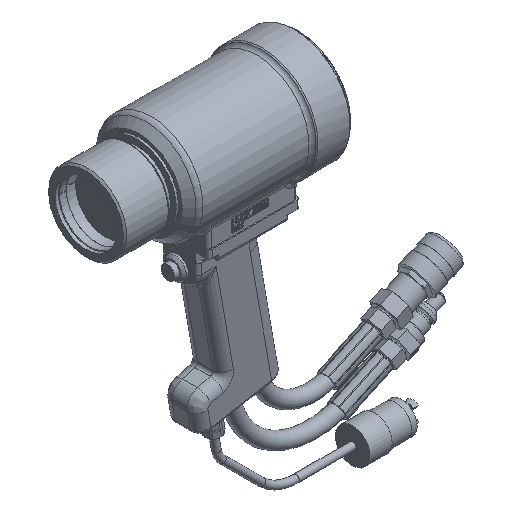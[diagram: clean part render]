
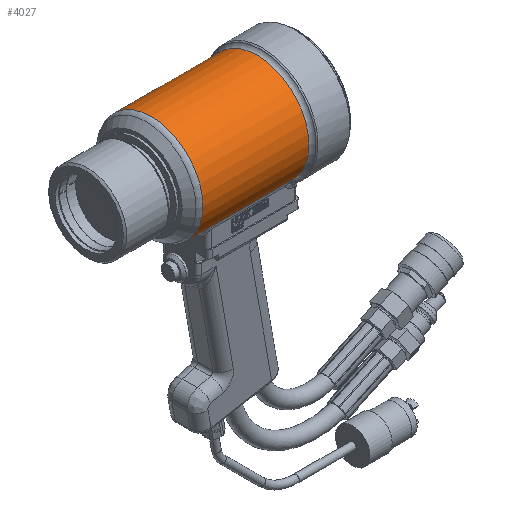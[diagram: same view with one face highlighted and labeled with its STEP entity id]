
A CAD part, isometric view. The second image highlights one B-rep face of the part: STEP entity #4027.
In plain terms, the highlighted cylindrical face has radius 47.562 mm (diameter 95.123 mm), a full revolution.
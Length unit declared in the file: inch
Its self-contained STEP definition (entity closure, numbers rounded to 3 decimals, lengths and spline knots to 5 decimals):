
#821=B_SPLINE_CURVE_WITH_KNOTS('',3,(#22071,#22072,#22073,#22074,#22075,
#22076,#22077,#22078,#22079,#22080),.UNSPECIFIED.,.F.,.F.,(4,3,3,4),(0.,
0.75496,0.93263,1.),.UNSPECIFIED.);
#826=B_SPLINE_CURVE_WITH_KNOTS('',3,(#22167,#22168,#22169,#22170,#22171,
#22172),.UNSPECIFIED.,.F.,.F.,(4,2,4),(0.,0.5,1.),.UNSPECIFIED.);
#828=B_SPLINE_CURVE_WITH_KNOTS('',3,(#22211,#22212,#22213,#22214,#22215,
#22216,#22217,#22218,#22219,#22220),.UNSPECIFIED.,.F.,.F.,(4,3,3,4),(0.,
0.06717,0.83782,1.),.UNSPECIFIED.);
#831=B_SPLINE_CURVE_WITH_KNOTS('',3,(#22279,#22280,#22281,#22282,#22283,
#22284),.UNSPECIFIED.,.F.,.F.,(4,2,4),(0.,0.5,1.),.UNSPECIFIED.);
#1334=LINE('',#22104,#2128);
#1337=LINE('',#22269,#2131);
#2128=VECTOR('',#16849,1.);
#2131=VECTOR('',#16870,1.);
#3693=CYLINDRICAL_SURFACE('',#15080,1.8725);
#4027=ADVANCED_FACE('',(#5001,#5002),#3693,.T.);
#5001=FACE_BOUND('',#5467,.T.);
#5002=FACE_BOUND('',#5468,.T.);
#5467=EDGE_LOOP('',(#6914));
#5468=EDGE_LOOP('',(#6915,#6916,#6917,#6918,#6919,#6920,#6921,#6922));
#6914=ORIENTED_EDGE('',*,*,#12445,.T.);
#6915=ORIENTED_EDGE('',*,*,#12442,.T.);
#6916=ORIENTED_EDGE('',*,*,#12433,.T.);
#6917=ORIENTED_EDGE('',*,*,#12448,.T.);
#6918=ORIENTED_EDGE('',*,*,#12418,.T.);
#6919=ORIENTED_EDGE('',*,*,#12424,.T.);
#6920=ORIENTED_EDGE('',*,*,#12431,.T.);
#6921=ORIENTED_EDGE('',*,*,#12438,.T.);
#6922=ORIENTED_EDGE('',*,*,#12444,.T.);
#10965=VERTEX_POINT('',#22051);
#10966=VERTEX_POINT('',#22081);
#10970=VERTEX_POINT('',#22103);
#10975=VERTEX_POINT('',#22166);
#10976=VERTEX_POINT('',#22221);
#10977=VERTEX_POINT('',#22222);
#10979=VERTEX_POINT('',#22261);
#10980=VERTEX_POINT('',#22266);
#10982=VERTEX_POINT('',#22316);
#12418=EDGE_CURVE('',#10966,#10965,#821,.T.);
#12424=EDGE_CURVE('',#10965,#10970,#1334,.T.);
#12431=EDGE_CURVE('',#10970,#10975,#826,.T.);
#12433=EDGE_CURVE('',#10976,#10977,#828,.T.);
#12438=EDGE_CURVE('',#10975,#10979,#14299,.T.);
#12442=EDGE_CURVE('',#10980,#10976,#1337,.T.);
#12444=EDGE_CURVE('',#10979,#10980,#831,.T.);
#12445=EDGE_CURVE('',#10982,#10982,#14302,.T.);
#12448=EDGE_CURVE('',#10977,#10966,#14305,.T.);
#14299=CIRCLE('',#15069,1.8725);
#14302=CIRCLE('',#15074,1.8725);
#14305=CIRCLE('',#15079,1.8725);
#15069=AXIS2_PLACEMENT_3D('',#22262,#16861,#16862);
#15074=AXIS2_PLACEMENT_3D('',#22315,#16873,#16874);
#15079=AXIS2_PLACEMENT_3D('',#22323,#16883,#16884);
#15080=AXIS2_PLACEMENT_3D('',#22324,#16885,#16886);
#16849=DIRECTION('',(-1.,0.,0.));
#16861=DIRECTION('',(-1.,0.,0.));
#16862=DIRECTION('',(0.,1.,0.));
#16870=DIRECTION('',(1.,0.,0.));
#16873=DIRECTION('',(1.,0.,0.));
#16874=DIRECTION('',(0.,0.,-1.));
#16883=DIRECTION('',(-1.,0.,0.));
#16884=DIRECTION('',(0.,0.,1.));
#16885=DIRECTION('',(-1.,0.,0.));
#16886=DIRECTION('',(0.,0.,1.));
#22051=CARTESIAN_POINT('',(3.89563,1.16893,-1.52282));
#22071=CARTESIAN_POINT('',(3.90514,1.20477,-1.49345));
#22072=CARTESIAN_POINT('',(3.90514,1.19564,-1.50113));
#22073=CARTESIAN_POINT('',(3.90364,1.18628,-1.50884));
#22074=CARTESIAN_POINT('',(3.89998,1.17745,-1.51597));
#22075=CARTESIAN_POINT('',(3.8991,1.17535,-1.51768));
#22076=CARTESIAN_POINT('',(3.89811,1.17327,-1.51935));
#22077=CARTESIAN_POINT('',(3.89698,1.17123,-1.52098));
#22078=CARTESIAN_POINT('',(3.89655,1.17046,-1.5216));
#22079=CARTESIAN_POINT('',(3.8961,1.16969,-1.52222));
#22080=CARTESIAN_POINT('',(3.89563,1.16893,-1.52282));
#22081=CARTESIAN_POINT('',(3.90514,1.20477,-1.49345));
#22103=CARTESIAN_POINT('',(1.175,1.16893,-1.52282));
#22104=CARTESIAN_POINT('',(-3.04333,1.16893,-1.52282));
#22166=CARTESIAN_POINT('',(0.8,0.8381,-1.73447));
#22167=CARTESIAN_POINT('',(1.175,1.16893,-1.52282));
#22168=CARTESIAN_POINT('',(1.07394,1.16893,-1.52282));
#22169=CARTESIAN_POINT('',(0.97741,1.1319,-1.55347));
#22170=CARTESIAN_POINT('',(0.84116,1.0112,-1.63771));
#22171=CARTESIAN_POINT('',(0.8,0.92849,-1.68923));
#22172=CARTESIAN_POINT('',(0.8,0.8381,-1.73447));
#22211=CARTESIAN_POINT('',(3.89563,-1.16893,-1.52282));
#22212=CARTESIAN_POINT('',(3.8961,-1.16969,-1.52222));
#22213=CARTESIAN_POINT('',(3.89655,-1.17046,-1.5216));
#22214=CARTESIAN_POINT('',(3.89698,-1.17123,-1.52098));
#22215=CARTESIAN_POINT('',(3.90181,-1.17994,-1.514));
#22216=CARTESIAN_POINT('',(3.90423,-1.18948,-1.50622));
#22217=CARTESIAN_POINT('',(3.90493,-1.19881,-1.49844));
#22218=CARTESIAN_POINT('',(3.90507,-1.2008,-1.49679));
#22219=CARTESIAN_POINT('',(3.90514,-1.20279,-1.49512));
#22220=CARTESIAN_POINT('',(3.90514,-1.20477,-1.49345));
#22221=CARTESIAN_POINT('',(3.89563,-1.16893,-1.52282));
#22222=CARTESIAN_POINT('',(3.90514,-1.20477,-1.49345));
#22261=CARTESIAN_POINT('',(0.8,-0.8381,-1.73447));
#22262=CARTESIAN_POINT('',(0.8,0.,-0.06));
#22266=CARTESIAN_POINT('',(1.175,-1.16893,-1.52282));
#22269=CARTESIAN_POINT('',(-3.04333,-1.16893,-1.52282));
#22279=CARTESIAN_POINT('',(0.8,-0.8381,-1.73447));
#22280=CARTESIAN_POINT('',(0.8,-0.92852,-1.68921));
#22281=CARTESIAN_POINT('',(0.84083,-1.01085,-1.63794));
#22282=CARTESIAN_POINT('',(0.97747,-1.13201,-1.55341));
#22283=CARTESIAN_POINT('',(1.07389,-1.16893,-1.52282));
#22284=CARTESIAN_POINT('',(1.175,-1.16893,-1.52282));
#22315=CARTESIAN_POINT('',(0.07605,0.,-0.06));
#22316=CARTESIAN_POINT('',(0.07605,0.,-1.9325));
#22323=CARTESIAN_POINT('',(3.90514,0.,-0.06));
#22324=CARTESIAN_POINT('',(-3.04333,0.,-0.06));
